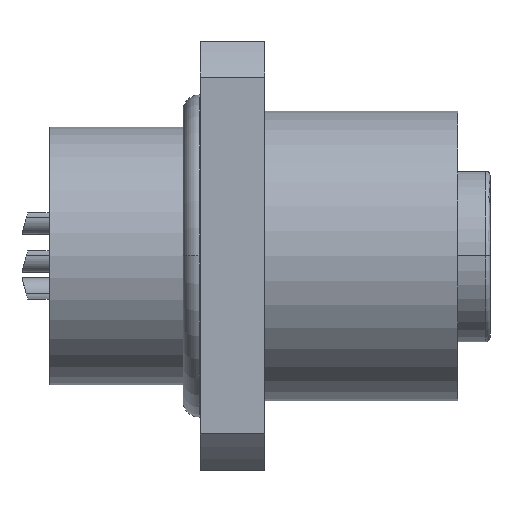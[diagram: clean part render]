
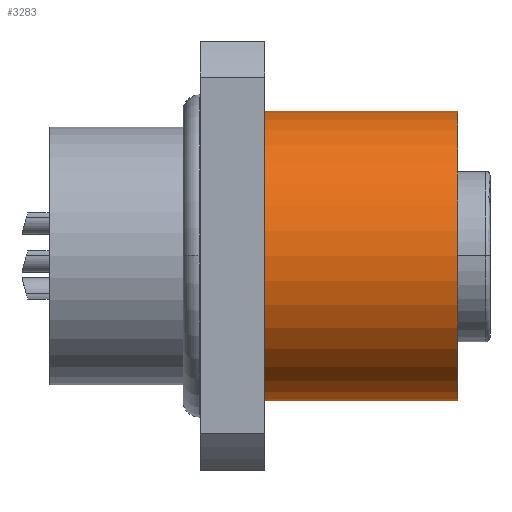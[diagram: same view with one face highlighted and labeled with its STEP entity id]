
A CAD part, top view. The second image highlights one B-rep face of the part: STEP entity #3283.
In plain terms, the highlighted cylindrical face has radius 6.75 mm (diameter 13.5 mm), a partial arc.
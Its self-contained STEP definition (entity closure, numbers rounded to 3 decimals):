
#127 = CARTESIAN_POINT ( 'NONE',  ( -33.51, 0., 0. ) ) ;
#150 = CIRCLE ( 'NONE', #9745, 6.75 ) ;
#937 = FACE_OUTER_BOUND ( 'NONE', #1839, .T. ) ;
#950 = CARTESIAN_POINT ( 'NONE',  ( 12., -6.75, 0. ) ) ;
#1001 = CIRCLE ( 'NONE', #9232, 6.75 ) ;
#1006 = LINE ( 'NONE', #4945, #5827 ) ;
#1697 = CARTESIAN_POINT ( 'NONE',  ( 12., 0., 0. ) ) ;
#1839 = EDGE_LOOP ( 'NONE', ( #2311, #10313, #3537, #5657 ) ) ;
#1866 = DIRECTION ( 'NONE',  ( -1., 0., 0. ) ) ;
#1926 = CARTESIAN_POINT ( 'NONE',  ( 12., 6.75, 0. ) ) ;
#2169 = EDGE_CURVE ( 'NONE', #10230, #2258, #150, .T. ) ;
#2258 = VERTEX_POINT ( 'NONE', #1926 ) ;
#2311 = ORIENTED_EDGE ( 'NONE', *, *, #2169, .T. ) ;
#2522 = CARTESIAN_POINT ( 'NONE',  ( 3., 6.75, 0. ) ) ;
#2620 = DIRECTION ( 'NONE',  ( 0., -1., 0. ) ) ;
#3283 = ADVANCED_FACE ( 'NONE', ( #937 ), #3642, .T. ) ;
#3378 = DIRECTION ( 'NONE',  ( -1., 0., 0. ) ) ;
#3537 = ORIENTED_EDGE ( 'NONE', *, *, #4753, .F. ) ;
#3642 = CYLINDRICAL_SURFACE ( 'NONE', #3966, 6.75 ) ;
#3683 = CARTESIAN_POINT ( 'NONE',  ( 3., 0., 0. ) ) ;
#3966 = AXIS2_PLACEMENT_3D ( 'NONE', #127, #10056, #4447 ) ;
#4070 = CARTESIAN_POINT ( 'NONE',  ( 3., -6.75, 0. ) ) ;
#4447 = DIRECTION ( 'NONE',  ( 0., -1., 0. ) ) ;
#4753 = EDGE_CURVE ( 'NONE', #7889, #10242, #1001, .T. ) ;
#4945 = CARTESIAN_POINT ( 'NONE',  ( -33.51, -6.75, 0. ) ) ;
#5498 = DIRECTION ( 'NONE',  ( 0., -1., 0. ) ) ;
#5657 = ORIENTED_EDGE ( 'NONE', *, *, #6622, .F. ) ;
#5731 = DIRECTION ( 'NONE',  ( -1., 0., 0. ) ) ;
#5827 = VECTOR ( 'NONE', #3378, 1000. ) ;
#6289 = DIRECTION ( 'NONE',  ( -1., 0., 0. ) ) ;
#6622 = EDGE_CURVE ( 'NONE', #10230, #7889, #1006, .T. ) ;
#7037 = EDGE_CURVE ( 'NONE', #2258, #10242, #10599, .T. ) ;
#7889 = VERTEX_POINT ( 'NONE', #4070 ) ;
#8055 = VECTOR ( 'NONE', #5731, 1000. ) ;
#8080 = CARTESIAN_POINT ( 'NONE',  ( -33.51, 6.75, 0. ) ) ;
#9232 = AXIS2_PLACEMENT_3D ( 'NONE', #3683, #6289, #5498 ) ;
#9745 = AXIS2_PLACEMENT_3D ( 'NONE', #1697, #1866, #2620 ) ;
#10056 = DIRECTION ( 'NONE',  ( -1., 0., 0. ) ) ;
#10230 = VERTEX_POINT ( 'NONE', #950 ) ;
#10242 = VERTEX_POINT ( 'NONE', #2522 ) ;
#10313 = ORIENTED_EDGE ( 'NONE', *, *, #7037, .T. ) ;
#10599 = LINE ( 'NONE', #8080, #8055 ) ;
